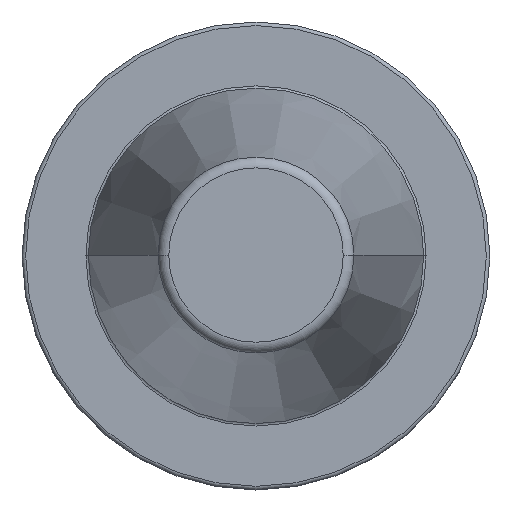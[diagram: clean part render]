
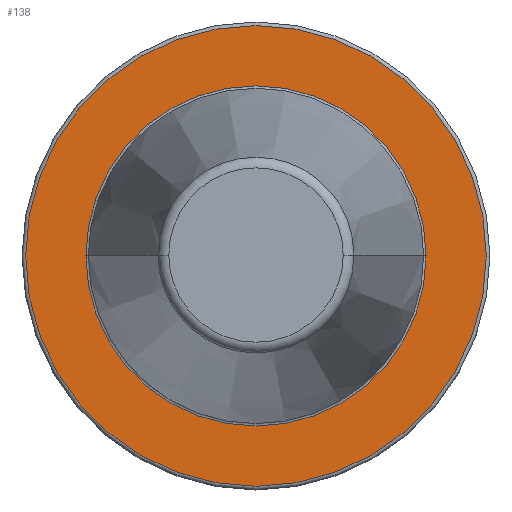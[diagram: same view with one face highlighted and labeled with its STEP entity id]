
A CAD part, top view. The second image highlights one B-rep face of the part: STEP entity #138.
In plain terms, the highlighted planar face has unit normal (0, 0, 1).
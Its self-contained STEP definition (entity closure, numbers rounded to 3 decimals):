
#138=ADVANCED_FACE('',(#170,#171),#161,.F.);
#161=PLANE('',#573);
#170=FACE_BOUND('',#191,.T.);
#171=FACE_BOUND('',#192,.T.);
#191=EDGE_LOOP('',(#268,#269));
#192=EDGE_LOOP('',(#270));
#268=ORIENTED_EDGE('',*,*,#390,.T.);
#269=ORIENTED_EDGE('',*,*,#392,.T.);
#270=ORIENTED_EDGE('',*,*,#424,.T.);
#349=VERTEX_POINT('',#817);
#352=VERTEX_POINT('',#822);
#373=VERTEX_POINT('',#890);
#390=EDGE_CURVE('',#349,#352,#455,.T.);
#392=EDGE_CURVE('',#352,#349,#457,.T.);
#424=EDGE_CURVE('',#373,#373,#478,.T.);
#455=CIRCLE('',#537,35.425);
#457=CIRCLE('',#540,35.425);
#478=CIRCLE('',#572,47.975);
#537=AXIS2_PLACEMENT_3D('',#823,#635,#636);
#540=AXIS2_PLACEMENT_3D('',#826,#641,#642);
#572=AXIS2_PLACEMENT_3D('',#889,#716,#717);
#573=AXIS2_PLACEMENT_3D('',#891,#718,#719);
#635=DIRECTION('',(0.,0.,-1.));
#636=DIRECTION('',(-1.,0.,0.));
#641=DIRECTION('',(0.,0.,-1.));
#642=DIRECTION('',(-1.,0.,0.));
#716=DIRECTION('',(0.,0.,1.));
#717=DIRECTION('',(-1.,0.,0.));
#718=DIRECTION('',(0.,0.,-1.));
#719=DIRECTION('',(1.,0.,0.));
#817=CARTESIAN_POINT('',(-35.425,0.,-3.2));
#822=CARTESIAN_POINT('',(35.425,0.,-3.2));
#823=CARTESIAN_POINT('',(0.,0.,-3.2));
#826=CARTESIAN_POINT('',(0.,0.,-3.2));
#889=CARTESIAN_POINT('',(0.,0.,-3.2));
#890=CARTESIAN_POINT('',(-47.975,0.,-3.2));
#891=CARTESIAN_POINT('',(0.,35.425,-3.2));
